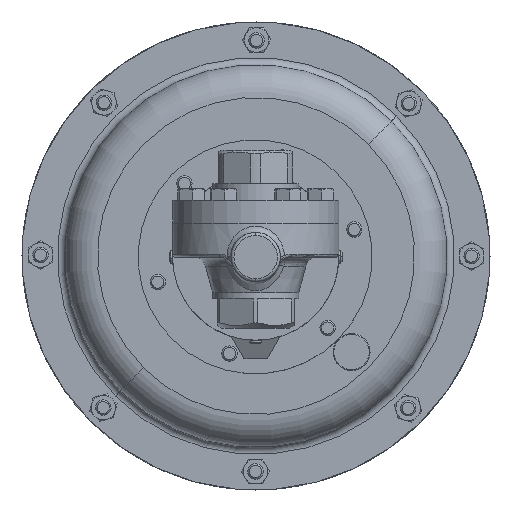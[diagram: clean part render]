
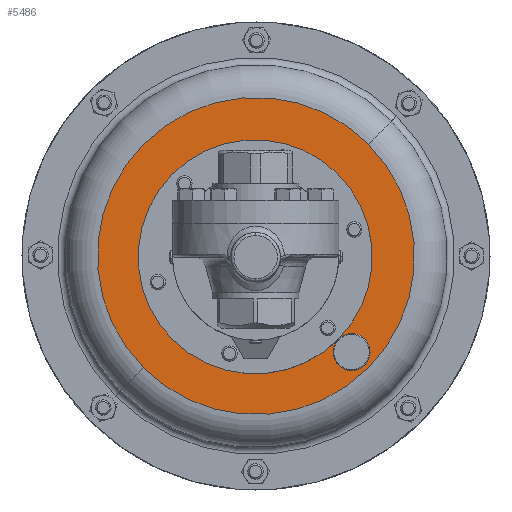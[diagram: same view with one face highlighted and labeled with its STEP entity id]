
A CAD part, front view. The second image highlights one B-rep face of the part: STEP entity #5486.
In plain terms, the highlighted planar face has unit normal (0, -1, 0).
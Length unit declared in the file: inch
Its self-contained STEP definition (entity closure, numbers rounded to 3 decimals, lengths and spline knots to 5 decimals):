
#190 = AXIS2_PLACEMENT_3D ( 'NONE', #10672, #10646, #16884 ) ;
#203 = DIRECTION ( 'NONE',  ( 0.709, 0., 0.705 ) ) ;
#209 = CARTESIAN_POINT ( 'NONE',  ( 0.00693, 6.4725, 0.02167 ) ) ;
#474 = AXIS2_PLACEMENT_3D ( 'NONE', #3426, #3445, #3514 ) ;
#674 = DIRECTION ( 'NONE',  ( 0., 1., 0. ) ) ;
#807 = DIRECTION ( 'NONE',  ( 0., 1., 0. ) ) ;
#1265 = FACE_OUTER_BOUND ( 'NONE', #17428, .T. ) ;
#2576 = VERTEX_POINT ( 'NONE', #16095 ) ;
#2748 = DIRECTION ( 'NONE',  ( 0.701, 0., 0.713 ) ) ;
#2772 = DIRECTION ( 'NONE',  ( 0., 1., 0. ) ) ;
#2799 = CARTESIAN_POINT ( 'NONE',  ( -0.00912, 6.4725, 0.00552 ) ) ;
#2949 = EDGE_CURVE ( 'NONE', #15609, #7479, #20606, .T. ) ;
#2981 = CARTESIAN_POINT ( 'NONE',  ( 1.65556, 6.4725, 1.69947 ) ) ;
#3333 = CIRCLE ( 'NONE', #474, 0.375 ) ;
#3418 = CIRCLE ( 'NONE', #19478, 2.375 ) ;
#3426 = CARTESIAN_POINT ( 'NONE',  ( 1.94695, 6.4725, -1.92739 ) ) ;
#3445 = DIRECTION ( 'NONE',  ( 0., 1., 0. ) ) ;
#3514 = DIRECTION ( 'NONE',  ( 0.792, 0., 0.61 ) ) ;
#3630 = VERTEX_POINT ( 'NONE', #12482 ) ;
#3743 = DIRECTION ( 'NONE',  ( 0.701, 0., 0.713 ) ) ;
#3836 = DIRECTION ( 'NONE',  ( 0., 1., 0. ) ) ;
#3901 = CARTESIAN_POINT ( 'NONE',  ( -0.00912, 6.4725, 0.00552 ) ) ;
#4227 = CARTESIAN_POINT ( 'NONE',  ( 2.24398, 6.4725, -1.69848 ) ) ;
#4477 = EDGE_CURVE ( 'NONE', #14399, #13400, #14733, .T. ) ;
#4651 = EDGE_LOOP ( 'NONE', ( #5074, #11541, #5633, #16295, #11203, #10793 ) ) ;
#5074 = ORIENTED_EDGE ( 'NONE', *, *, #6602, .T. ) ;
#5486 = ADVANCED_FACE ( 'NONE', ( #1265, #14370 ), #11754, .T. ) ;
#5633 = ORIENTED_EDGE ( 'NONE', *, *, #15453, .T. ) ;
#5898 = EDGE_CURVE ( 'NONE', #7028, #2576, #21224, .T. ) ;
#6602 = EDGE_CURVE ( 'NONE', #3630, #7028, #3333, .T. ) ;
#6824 = ORIENTED_EDGE ( 'NONE', *, *, #16924, .F. ) ;
#7028 = VERTEX_POINT ( 'NONE', #4227 ) ;
#7479 = VERTEX_POINT ( 'NONE', #13809 ) ;
#7539 = VERTEX_POINT ( 'NONE', #9496 ) ;
#8433 = DIRECTION ( 'NONE',  ( 0., 1., 0. ) ) ;
#8769 = EDGE_CURVE ( 'NONE', #7539, #14399, #12311, .T. ) ;
#8995 = CARTESIAN_POINT ( 'NONE',  ( 1.94695, 6.4725, -1.92739 ) ) ;
#9496 = CARTESIAN_POINT ( 'NONE',  ( 1.67706, 6.4725, -1.66704 ) ) ;
#9563 = CARTESIAN_POINT ( 'NONE',  ( -1.6738, 6.4725, -1.68843 ) ) ;
#9920 = AXIS2_PLACEMENT_3D ( 'NONE', #11682, #11780, #13030 ) ;
#10595 = CARTESIAN_POINT ( 'NONE',  ( -0.00912, 6.4725, 0.00552 ) ) ;
#10606 = DIRECTION ( 'NONE',  ( 0.792, 0., 0.61 ) ) ;
#10646 = DIRECTION ( 'NONE',  ( 0., 1., 0. ) ) ;
#10672 = CARTESIAN_POINT ( 'NONE',  ( 1.94695, 6.4725, -1.92739 ) ) ;
#10720 = CARTESIAN_POINT ( 'NONE',  ( 0.00693, 6.4725, 0.02167 ) ) ;
#10793 = ORIENTED_EDGE ( 'NONE', *, *, #17636, .T. ) ;
#11203 = ORIENTED_EDGE ( 'NONE', *, *, #4477, .T. ) ;
#11541 = ORIENTED_EDGE ( 'NONE', *, *, #5898, .T. ) ;
#11631 = AXIS2_PLACEMENT_3D ( 'NONE', #10720, #807, #12358 ) ;
#11682 = CARTESIAN_POINT ( 'NONE',  ( 2.27781, 6.4725, -2.25979 ) ) ;
#11754 = PLANE ( 'NONE',  #9920 ) ;
#11780 = DIRECTION ( 'NONE',  ( 0., -1., 0. ) ) ;
#12193 = CIRCLE ( 'NONE', #11631, 3.219 ) ;
#12208 = CIRCLE ( 'NONE', #13359, 0.375 ) ;
#12226 = DIRECTION ( 'NONE',  ( 0.701, 0., 0.713 ) ) ;
#12311 = CIRCLE ( 'NONE', #16335, 2.375 ) ;
#12358 = DIRECTION ( 'NONE',  ( 0.709, 0., 0.705 ) ) ;
#12482 = CARTESIAN_POINT ( 'NONE',  ( 1.6834, 6.4725, -1.66062 ) ) ;
#13030 = DIRECTION ( 'NONE',  ( -0.709, 0., -0.705 ) ) ;
#13142 = CARTESIAN_POINT ( 'NONE',  ( -2.27453, 6.4725, -2.24921 ) ) ;
#13359 = AXIS2_PLACEMENT_3D ( 'NONE', #8995, #20293, #10606 ) ;
#13400 = VERTEX_POINT ( 'NONE', #2981 ) ;
#13809 = CARTESIAN_POINT ( 'NONE',  ( 2.28839, 6.4725, 2.29255 ) ) ;
#14015 = AXIS2_PLACEMENT_3D ( 'NONE', #209, #8433, #203 ) ;
#14370 = FACE_BOUND ( 'NONE', #4651, .T. ) ;
#14399 = VERTEX_POINT ( 'NONE', #9563 ) ;
#14733 = CIRCLE ( 'NONE', #18500, 2.375 ) ;
#15453 = EDGE_CURVE ( 'NONE', #2576, #7539, #12208, .T. ) ;
#15609 = VERTEX_POINT ( 'NONE', #13142 ) ;
#16095 = CARTESIAN_POINT ( 'NONE',  ( 1.64992, 6.4725, -2.1563 ) ) ;
#16295 = ORIENTED_EDGE ( 'NONE', *, *, #8769, .T. ) ;
#16335 = AXIS2_PLACEMENT_3D ( 'NONE', #3901, #3836, #3743 ) ;
#16884 = DIRECTION ( 'NONE',  ( 0.792, 0., 0.61 ) ) ;
#16924 = EDGE_CURVE ( 'NONE', #7479, #15609, #12193, .T. ) ;
#17338 = ORIENTED_EDGE ( 'NONE', *, *, #2949, .F. ) ;
#17428 = EDGE_LOOP ( 'NONE', ( #6824, #17338 ) ) ;
#17636 = EDGE_CURVE ( 'NONE', #13400, #3630, #3418, .T. ) ;
#18500 = AXIS2_PLACEMENT_3D ( 'NONE', #2799, #2772, #2748 ) ;
#19478 = AXIS2_PLACEMENT_3D ( 'NONE', #10595, #674, #12226 ) ;
#20293 = DIRECTION ( 'NONE',  ( 0., 1., 0. ) ) ;
#20606 = CIRCLE ( 'NONE', #14015, 3.219 ) ;
#21224 = CIRCLE ( 'NONE', #190, 0.375 ) ;
